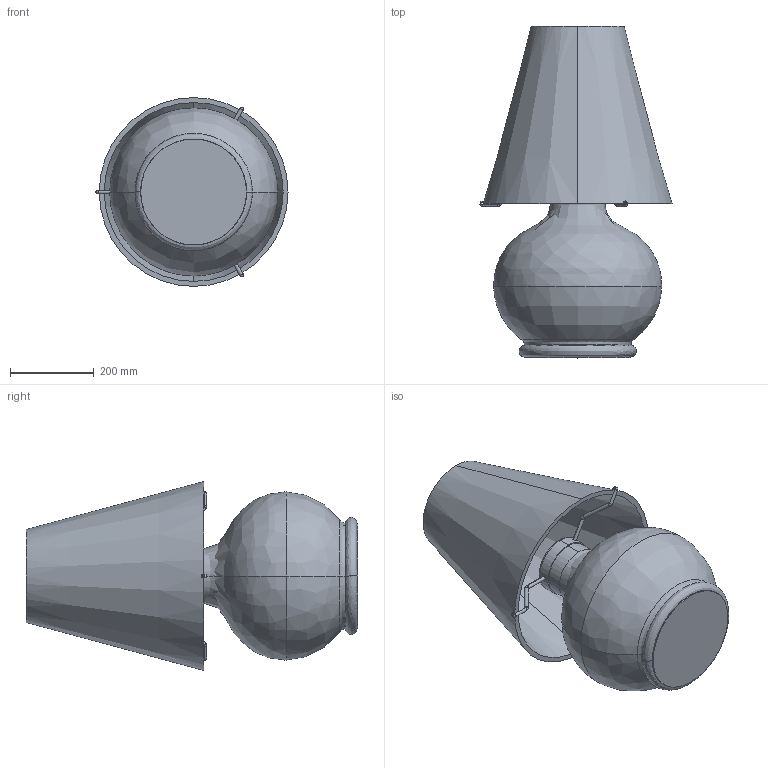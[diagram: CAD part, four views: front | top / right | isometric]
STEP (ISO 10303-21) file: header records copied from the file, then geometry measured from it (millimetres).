
FILE_DESCRIPTION (( 'STEP AP203' ), '1' );
FILE_NAME ('PARALUME_GRANDE_T_STEP.STEP', '2016-01-22T10:56:32', ( 'admin' ), ( '' ), 'SwSTEP 2.0', 'SolidWorks 2015', '' );
FILE_SCHEMA (( 'CONFIG_CONTROL_DESIGN' ));
Length unit declared in the file: millimetre
Products named in the file (2): PARALUME_GRANDE_T_STEP
Bounding box: 457.94 x 790.93 x 450 mm (x, y, z)
Volume: 12782936.5 mm3; surface area: 1966806.8 mm2
Topology: 7 solids, 7 shells, 116 faces, 266 edges, 165 vertices
Faces by surface type: bspline 44, cylinder 38, plane 24, cone 10
Entity records: 5803 total; most frequent: CARTESIAN_POINT 3196, ORIENTED_EDGE 532, DIRECTION 515, EDGE_CURVE 266, AXIS2_PLACEMENT_3D 226, VERTEX_POINT 165, CIRCLE 152, EDGE_LOOP 123
